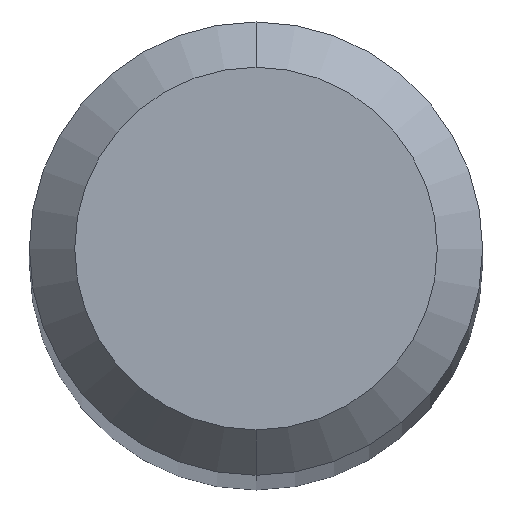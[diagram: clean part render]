
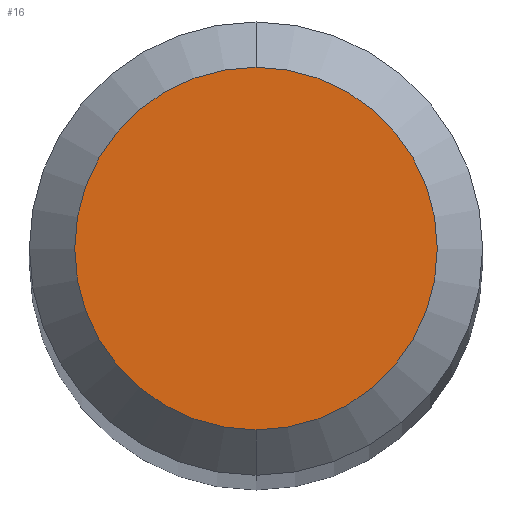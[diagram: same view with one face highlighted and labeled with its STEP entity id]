
A CAD part, top view. The second image highlights one B-rep face of the part: STEP entity #16.
In plain terms, the highlighted planar face has unit normal (0, 0, 1).
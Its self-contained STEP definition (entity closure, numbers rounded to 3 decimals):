
#1 = CIRCLE ( 'NONE', #66, 1.905 ) ;
#2 = CARTESIAN_POINT ( 'NONE',  ( 0., 2.381, 0. ) ) ;
#7 = DIRECTION ( 'NONE',  ( 0., 0., 1. ) ) ;
#8 = EDGE_CURVE ( 'NONE', #56, #23, #1, .T. ) ;
#10 = CARTESIAN_POINT ( 'NONE',  ( 0., 0., 0. ) ) ;
#16 = ADVANCED_FACE ( 'NONE', ( #212 ), #22, .F. ) ;
#21 = DIRECTION ( 'NONE',  ( 0., 1., 0. ) ) ;
#22 = PLANE ( 'NONE',  #63 ) ;
#23 = VERTEX_POINT ( 'NONE', #104 ) ;
#40 = ORIENTED_EDGE ( 'NONE', *, *, #8, .T. ) ;
#56 = VERTEX_POINT ( 'NONE', #59 ) ;
#59 = CARTESIAN_POINT ( 'NONE',  ( 0., 1.905, 0. ) ) ;
#63 = AXIS2_PLACEMENT_3D ( 'NONE', #2, #87, #176 ) ;
#66 = AXIS2_PLACEMENT_3D ( 'NONE', #156, #7, #21 ) ;
#72 = AXIS2_PLACEMENT_3D ( 'NONE', #10, #111, #194 ) ;
#87 = DIRECTION ( 'NONE',  ( 0., 0., -1. ) ) ;
#92 = EDGE_LOOP ( 'NONE', ( #40, #96 ) ) ;
#96 = ORIENTED_EDGE ( 'NONE', *, *, #198, .T. ) ;
#104 = CARTESIAN_POINT ( 'NONE',  ( 0., -1.905, 0. ) ) ;
#111 = DIRECTION ( 'NONE',  ( 0., 0., 1. ) ) ;
#156 = CARTESIAN_POINT ( 'NONE',  ( 0., 0., 0. ) ) ;
#176 = DIRECTION ( 'NONE',  ( 0., 1., 0. ) ) ;
#194 = DIRECTION ( 'NONE',  ( 0., 1., 0. ) ) ;
#198 = EDGE_CURVE ( 'NONE', #23, #56, #206, .T. ) ;
#206 = CIRCLE ( 'NONE', #72, 1.905 ) ;
#212 = FACE_OUTER_BOUND ( 'NONE', #92, .T. ) ;
